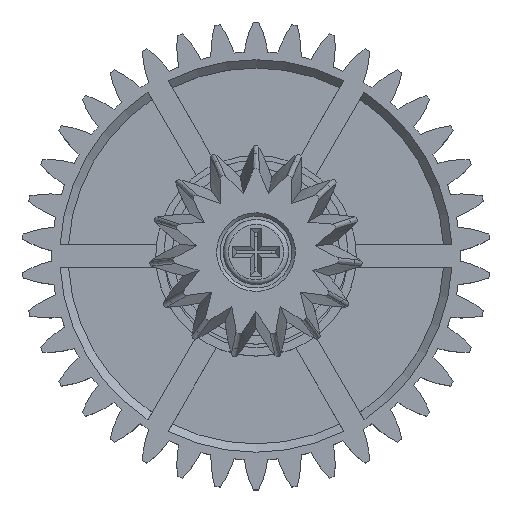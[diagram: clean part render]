
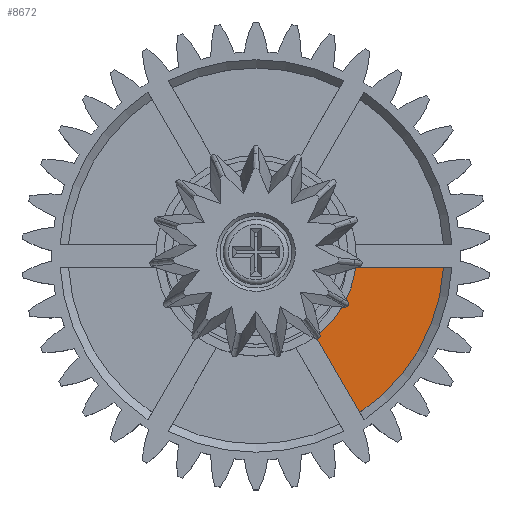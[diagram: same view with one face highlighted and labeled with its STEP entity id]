
A CAD part, top view. The second image highlights one B-rep face of the part: STEP entity #8672.
In plain terms, the highlighted face is planar.
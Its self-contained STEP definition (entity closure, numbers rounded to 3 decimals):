
#509=PLANE('',#9358);
#747=FACE_OUTER_BOUND('',#1262,.T.);
#1262=EDGE_LOOP('',(#6082,#6083,#6084,#6085));
#1848=LINE('',#13072,#2496);
#1850=LINE('',#13077,#2498);
#2496=VECTOR('',#10527,10.);
#2498=VECTOR('',#10531,10.);
#3073=CIRCLE('',#9315,11.244);
#3098=CIRCLE('',#9359,4.6);
#3610=VERTEX_POINT('',#12910);
#3611=VERTEX_POINT('',#12912);
#3661=VERTEX_POINT('',#13070);
#3663=VERTEX_POINT('',#13076);
#4544=EDGE_CURVE('',#3611,#3610,#3073,.T.);
#4604=EDGE_CURVE('',#3610,#3661,#1848,.T.);
#4606=EDGE_CURVE('',#3663,#3611,#1850,.T.);
#4608=EDGE_CURVE('',#3661,#3663,#3098,.T.);
#6082=ORIENTED_EDGE('',*,*,#4606,.T.);
#6083=ORIENTED_EDGE('',*,*,#4544,.T.);
#6084=ORIENTED_EDGE('',*,*,#4604,.T.);
#6085=ORIENTED_EDGE('',*,*,#4608,.T.);
#8672=ADVANCED_FACE('',(#747),#509,.F.);
#9315=AXIS2_PLACEMENT_3D('',#12913,#10424,#10425);
#9358=AXIS2_PLACEMENT_3D('',#13079,#10533,#10534);
#9359=AXIS2_PLACEMENT_3D('',#13080,#10535,#10536);
#10424=DIRECTION('center_axis',(0.,0.,
-1.));
#10425=DIRECTION('ref_axis',(-0.998,-0.061,0.));
#10527=DIRECTION('',(1.,0.,0.));
#10531=DIRECTION('',(-0.5,-0.866,0.));
#10533=DIRECTION('center_axis',(0.,0.,
1.));
#10534=DIRECTION('ref_axis',(1.,0.,0.));
#10535=DIRECTION('center_axis',(0.,0.,
1.));
#10536=DIRECTION('ref_axis',(0.989,0.15,0.));
#12910=CARTESIAN_POINT('',(-11.223,-0.69,-3.1));
#12912=CARTESIAN_POINT('',(-6.209,-9.375,-3.1));
#12913=CARTESIAN_POINT('Origin',(0.,0.,
-3.1));
#13070=CARTESIAN_POINT('',(-4.548,-0.69,-3.1));
#13072=CARTESIAN_POINT('',(-4.548,-0.69,-3.1));
#13076=CARTESIAN_POINT('',(-2.872,-3.594,-3.1));
#13077=CARTESIAN_POINT('',(-6.209,-9.375,-3.1));
#13079=CARTESIAN_POINT('Origin',(-7.007,-4.045,-3.1));
#13080=CARTESIAN_POINT('Origin',(0.,0.,
-3.1));
